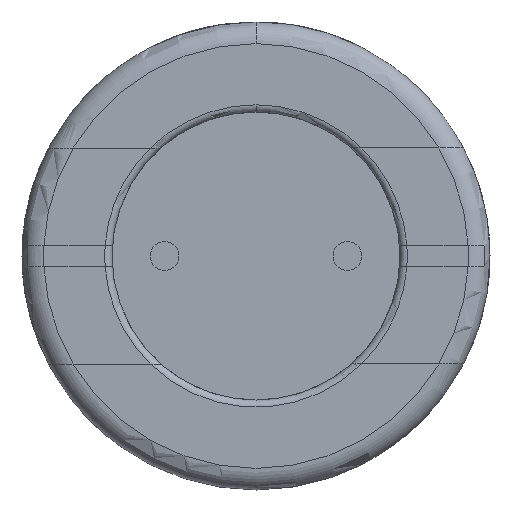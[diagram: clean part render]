
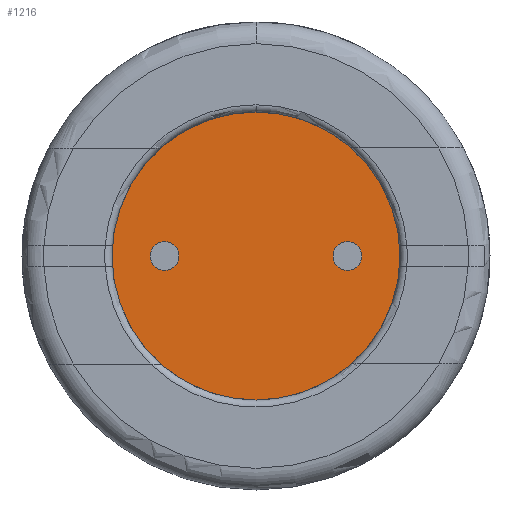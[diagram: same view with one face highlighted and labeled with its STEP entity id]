
A CAD part, front view. The second image highlights one B-rep face of the part: STEP entity #1216.
In plain terms, the highlighted planar face has unit normal (0, -1, 0).
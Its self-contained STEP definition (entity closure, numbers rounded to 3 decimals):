
#873 = AXIS2_PLACEMENT_3D ( 'NONE', #3747, #5287, #2618 ) ;
#905 = VERTEX_POINT ( 'NONE', #1057 ) ;
#1030 = VERTEX_POINT ( 'NONE', #5843 ) ;
#1057 = CARTESIAN_POINT ( 'NONE',  ( 0., 0.15, 2. ) ) ;
#1216 = ADVANCED_FACE ( 'NONE', ( #5796 ), #4252, .T. ) ;
#1452 = AXIS2_PLACEMENT_3D ( 'NONE', #2603, #3729, #4678 ) ;
#1721 = DIRECTION ( 'NONE',  ( 0., 0., -1. ) ) ;
#2063 = CIRCLE ( 'NONE', #2948, 2. ) ;
#2603 = CARTESIAN_POINT ( 'NONE',  ( 0., 0.15, 0. ) ) ;
#2618 = DIRECTION ( 'NONE',  ( 0., 0., -1. ) ) ;
#2658 = CIRCLE ( 'NONE', #873, 2. ) ;
#2751 = EDGE_LOOP ( 'NONE', ( #6282, #5672 ) ) ;
#2948 = AXIS2_PLACEMENT_3D ( 'NONE', #6598, #5476, #1721 ) ;
#3729 = DIRECTION ( 'NONE',  ( 0., -1., 0. ) ) ;
#3747 = CARTESIAN_POINT ( 'NONE',  ( 0., 0.15, 0. ) ) ;
#4219 = EDGE_CURVE ( 'NONE', #1030, #905, #2063, .T. ) ;
#4252 = PLANE ( 'NONE',  #1452 ) ;
#4423 = EDGE_CURVE ( 'NONE', #905, #1030, #2658, .T. ) ;
#4678 = DIRECTION ( 'NONE',  ( 0., 0., -1. ) ) ;
#5287 = DIRECTION ( 'NONE',  ( 0., -1., 0. ) ) ;
#5476 = DIRECTION ( 'NONE',  ( 0., -1., 0. ) ) ;
#5672 = ORIENTED_EDGE ( 'NONE', *, *, #4423, .T. ) ;
#5796 = FACE_OUTER_BOUND ( 'NONE', #2751, .T. ) ;
#5843 = CARTESIAN_POINT ( 'NONE',  ( 0., 0.15, -2. ) ) ;
#6282 = ORIENTED_EDGE ( 'NONE', *, *, #4219, .T. ) ;
#6598 = CARTESIAN_POINT ( 'NONE',  ( 0., 0.15, 0. ) ) ;
